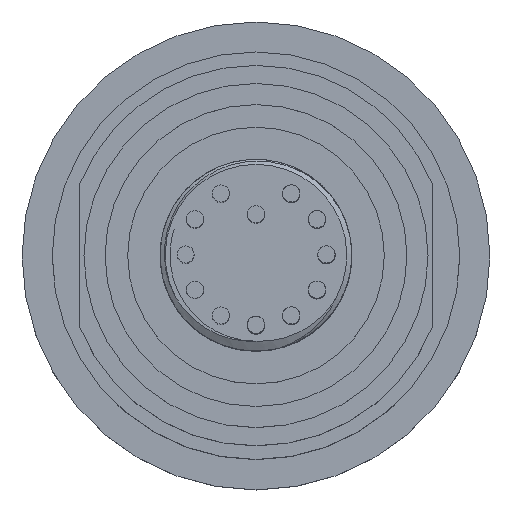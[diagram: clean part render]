
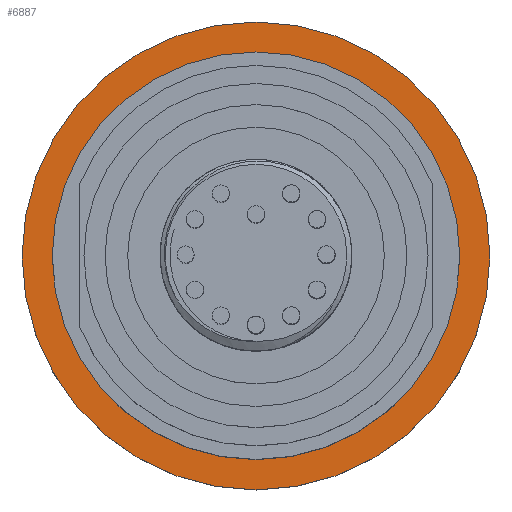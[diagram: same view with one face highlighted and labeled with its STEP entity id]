
A CAD part, top view. The second image highlights one B-rep face of the part: STEP entity #6887.
In plain terms, the highlighted planar face has unit normal (0, 0, 1).
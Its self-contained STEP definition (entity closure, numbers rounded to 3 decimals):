
#185=FACE_BOUND($,#2368,.T.);
#186=FACE_BOUND($,#2369,.T.);
#1308=CIRCLE($,#7241,20.25);
#1311=CIRCLE($,#7246,23.25);
#1483=PLANE($,#7247);
#2368=EDGE_LOOP($,(#5959));
#2369=EDGE_LOOP($,(#5960));
#3275=VERTEX_POINT($,#19335);
#3278=VERTEX_POINT($,#19343);
#4168=EDGE_CURVE($,#3275,#3275,#1308,.T.);
#4171=EDGE_CURVE($,#3278,#3278,#1311,.T.);
#5959=ORIENTED_EDGE($,*,*,#4168,.T.);
#5960=ORIENTED_EDGE($,*,*,#4171,.F.);
#6887=ADVANCED_FACE($,(#185,#186),#1483,.F.);
#7241=AXIS2_PLACEMENT_3D($,#19336,#8444,#8445);
#7246=AXIS2_PLACEMENT_3D($,#19344,#8454,#8455);
#7247=AXIS2_PLACEMENT_3D($,#19345,#8456,#8457);
#8444=DIRECTION('center_axis',(0.,0.,-1.));
#8445=DIRECTION('ref_axis',(-1.,0.,0.));
#8454=DIRECTION('center_axis',(0.,0.,-1.));
#8455=DIRECTION('ref_axis',(-1.,0.,0.));
#8456=DIRECTION('center_axis',(0.,0.,-1.));
#8457=DIRECTION('ref_axis',(-1.,0.,0.));
#19335=CARTESIAN_POINT('',(20.25,0.,15.6));
#19336=CARTESIAN_POINT('Origin',(0.,0.,15.6));
#19343=CARTESIAN_POINT('',(23.25,0.,15.6));
#19344=CARTESIAN_POINT('Origin',(0.,0.,15.6));
#19345=CARTESIAN_POINT('Origin',(0.,0.,15.6));
